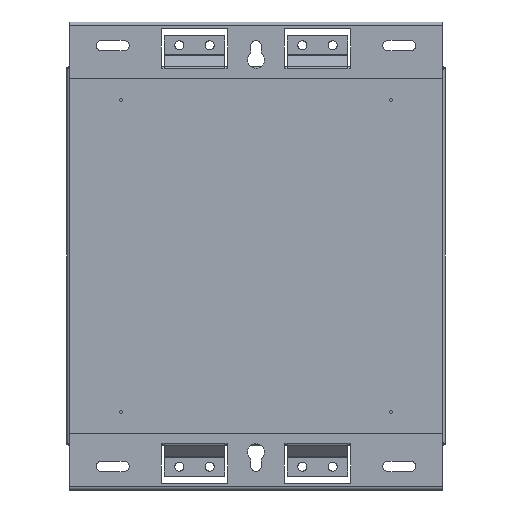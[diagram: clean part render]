
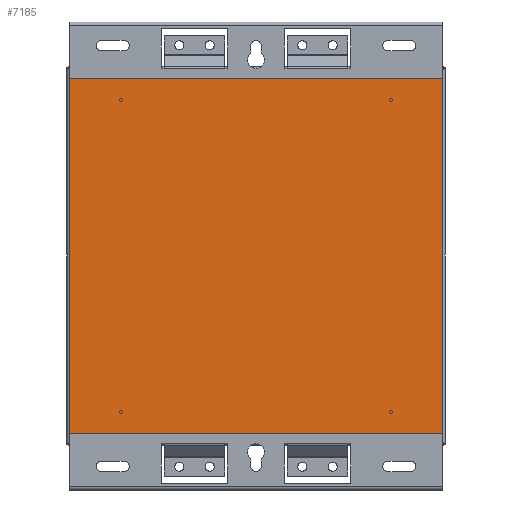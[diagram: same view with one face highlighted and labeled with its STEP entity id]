
A CAD part, front view. The second image highlights one B-rep face of the part: STEP entity #7185.
In plain terms, the highlighted planar face has unit normal (0, -1, 0).
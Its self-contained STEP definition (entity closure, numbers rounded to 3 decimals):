
#1179=DIRECTION('',(1.,0.,0.));
#1180=VECTOR('',#1179,394.4);
#1181=CARTESIAN_POINT('',(-197.2,0.,-197.2));
#1182=LINE('',#1181,#1180);
#1222=DIRECTION('',(-1.,0.,0.));
#1223=VECTOR('',#1222,394.4);
#1224=CARTESIAN_POINT('',(197.2,0.,197.2));
#1225=LINE('',#1224,#1223);
#1260=CARTESIAN_POINT('',(-197.2,0.,197.2));
#1454=CARTESIAN_POINT('',(-197.2,0.,-197.2));
#1479=DIRECTION('',(0.,0.,-1.));
#1480=VECTOR('',#1479,394.4);
#1481=CARTESIAN_POINT('',(-197.2,0.,197.2));
#1482=LINE('',#1481,#1480);
#2652=CARTESIAN_POINT('',(197.2,0.,-197.2));
#2657=DIRECTION('',(0.,0.,1.));
#2658=VECTOR('',#2657,394.4);
#2659=CARTESIAN_POINT('',(197.2,0.,-197.2));
#2660=LINE('',#2659,#2658);
#5820=VERTEX_POINT('',#2652);
#5821=CARTESIAN_POINT('',(197.2,0.,197.2));
#5822=VERTEX_POINT('',#5821);
#5848=VERTEX_POINT('',#1260);
#5856=VERTEX_POINT('',#1454);
#7171=CARTESIAN_POINT('',(-197.2,0.,198.5));
#7172=DIRECTION('',(0.,-1.,0.));
#7173=DIRECTION('',(1.,0.,0.));
#7174=AXIS2_PLACEMENT_3D('',#7171,#7172,#7173);
#7175=PLANE('',#7174);
#7177=ORIENTED_EDGE('',*,*,#7176,.F.);
#7179=ORIENTED_EDGE('',*,*,#7178,.F.);
#7180=ORIENTED_EDGE('',*,*,#7166,.F.);
#7182=ORIENTED_EDGE('',*,*,#7181,.F.);
#7183=EDGE_LOOP('',(#7177,#7179,#7180,#7182));
#7184=FACE_OUTER_BOUND('',#7183,.F.);
#7166=EDGE_CURVE('',#5856,#5820,#1182,.T.);
#7176=EDGE_CURVE('',#5822,#5848,#1225,.T.);
#7178=EDGE_CURVE('',#5820,#5822,#2660,.T.);
#7181=EDGE_CURVE('',#5848,#5856,#1482,.T.);
#7185=ADVANCED_FACE('',(#7184),#7175,.T.);
